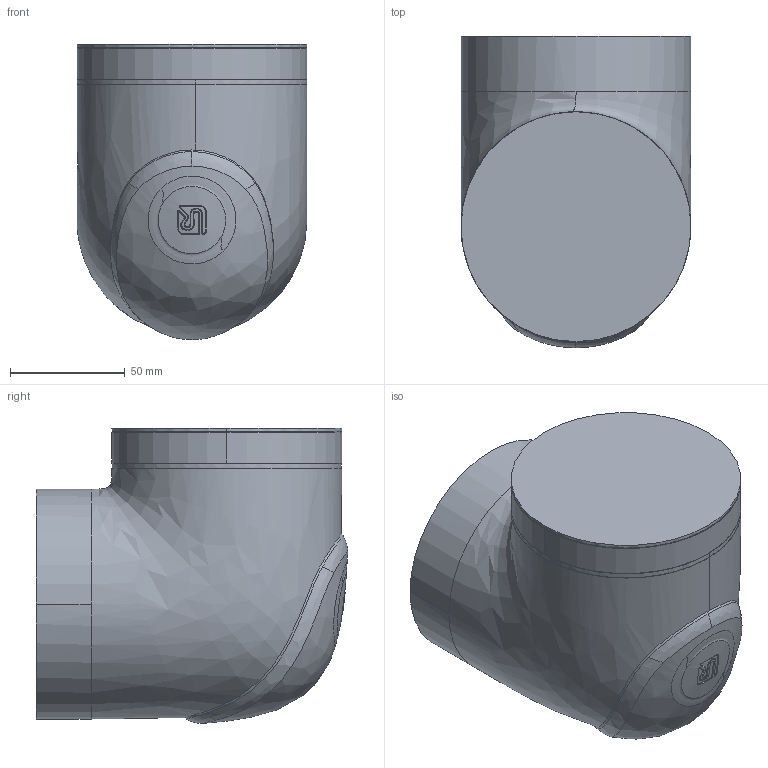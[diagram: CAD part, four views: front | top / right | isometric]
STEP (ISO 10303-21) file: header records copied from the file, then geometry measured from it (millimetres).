
FILE_DESCRIPTION (( 'STEP AP203' ), '1' );
FILE_NAME ('C-2003907_Default_sldprt.STEP', '2025-02-12T21:25:21', ( '' ), ( '' ), 'SwSTEP 2.0', 'SolidWorks 2019', '' );
FILE_SCHEMA (( 'CONFIG_CONTROL_DESIGN' ));
Length unit declared in the file: millimetre
Products named in the file (1): C-2003907_Default_sldprt
Bounding box: 100 x 135.5 x 128.37 mm (x, y, z)
Volume: 1212684.3 mm3; surface area: 63527.8 mm2
Topology: 1 solids, 1 shells, 110 faces, 267 edges, 163 vertices
Faces by surface type: bspline 96, cylinder 6, torus 4, plane 4
Entity records: 11954 total; most frequent: CARTESIAN_POINT 10049, ORIENTED_EDGE 532, EDGE_CURVE 266, B_SPLINE_CURVE_WITH_KNOTS 189, VERTEX_POINT 163, DIRECTION 117, EDGE_LOOP 115, FACE_OUTER_BOUND 110
